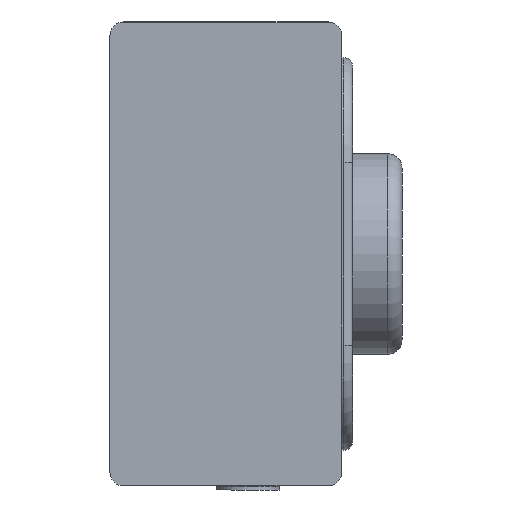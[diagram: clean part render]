
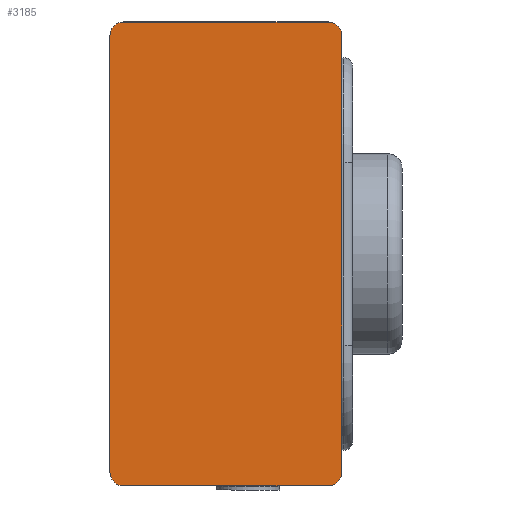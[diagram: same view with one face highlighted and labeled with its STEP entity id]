
A CAD part, left-side view. The second image highlights one B-rep face of the part: STEP entity #3185.
In plain terms, the highlighted face is planar.
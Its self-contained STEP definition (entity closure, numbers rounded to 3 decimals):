
#208=CIRCLE('',#3442,1.5);
#210=CIRCLE('',#3446,1.5);
#212=CIRCLE('',#3450,1.5);
#214=CIRCLE('',#3454,1.5);
#435=FACE_OUTER_BOUND('',#645,.T.);
#645=EDGE_LOOP('',(#2720,#2721,#2722,#2723,#2724,#2725,#2726,#2727));
#941=LINE('',#5168,#1253);
#945=LINE('',#5180,#1257);
#949=LINE('',#5192,#1261);
#953=LINE('',#5202,#1265);
#1253=VECTOR('',#4208,10.);
#1257=VECTOR('',#4220,10.);
#1261=VECTOR('',#4232,10.);
#1265=VECTOR('',#4244,10.);
#1538=VERTEX_POINT('',#5159);
#1539=VERTEX_POINT('',#5161);
#1541=VERTEX_POINT('',#5167);
#1543=VERTEX_POINT('',#5173);
#1545=VERTEX_POINT('',#5179);
#1547=VERTEX_POINT('',#5185);
#1549=VERTEX_POINT('',#5191);
#1551=VERTEX_POINT('',#5197);
#1939=EDGE_CURVE('',#1539,#1538,#208,.T.);
#1942=EDGE_CURVE('',#1541,#1539,#941,.T.);
#1945=EDGE_CURVE('',#1543,#1541,#210,.T.);
#1948=EDGE_CURVE('',#1545,#1543,#945,.T.);
#1951=EDGE_CURVE('',#1547,#1545,#212,.T.);
#1954=EDGE_CURVE('',#1549,#1547,#949,.T.);
#1957=EDGE_CURVE('',#1551,#1549,#214,.T.);
#1960=EDGE_CURVE('',#1538,#1551,#953,.T.);
#2720=ORIENTED_EDGE('',*,*,#1960,.T.);
#2721=ORIENTED_EDGE('',*,*,#1957,.T.);
#2722=ORIENTED_EDGE('',*,*,#1954,.T.);
#2723=ORIENTED_EDGE('',*,*,#1951,.T.);
#2724=ORIENTED_EDGE('',*,*,#1948,.T.);
#2725=ORIENTED_EDGE('',*,*,#1945,.T.);
#2726=ORIENTED_EDGE('',*,*,#1942,.T.);
#2727=ORIENTED_EDGE('',*,*,#1939,.T.);
#3028=PLANE('',#3456);
#3185=ADVANCED_FACE('',(#435),#3028,.T.);
#3442=AXIS2_PLACEMENT_3D('',#5162,#4202,#4203);
#3446=AXIS2_PLACEMENT_3D('',#5174,#4214,#4215);
#3450=AXIS2_PLACEMENT_3D('',#5186,#4226,#4227);
#3454=AXIS2_PLACEMENT_3D('',#5198,#4238,#4239);
#3456=AXIS2_PLACEMENT_3D('',#5203,#4245,#4246);
#4202=DIRECTION('center_axis',(1.,0.,0.));
#4203=DIRECTION('ref_axis',(0.,1.,0.));
#4208=DIRECTION('',(0.,0.,1.));
#4214=DIRECTION('center_axis',(1.,0.,0.));
#4215=DIRECTION('ref_axis',(0.,0.,-1.));
#4220=DIRECTION('',(0.,1.,0.));
#4226=DIRECTION('center_axis',(1.,0.,0.));
#4227=DIRECTION('ref_axis',(0.,-1.,0.));
#4232=DIRECTION('',(0.,0.,-1.));
#4238=DIRECTION('center_axis',(1.,0.,0.));
#4239=DIRECTION('ref_axis',(0.,0.,1.));
#4244=DIRECTION('',(0.,-1.,0.));
#4245=DIRECTION('center_axis',(1.,0.,0.));
#4246=DIRECTION('ref_axis',(0.,0.,-1.));
#5159=CARTESIAN_POINT('',(357.238,23.9,0.));
#5161=CARTESIAN_POINT('',(357.238,25.4,-1.5));
#5162=CARTESIAN_POINT('Origin',(357.238,23.9,-1.5));
#5167=CARTESIAN_POINT('',(357.238,25.4,-49.3));
#5168=CARTESIAN_POINT('',(357.238,25.4,-49.3));
#5173=CARTESIAN_POINT('',(357.238,23.9,-50.8));
#5174=CARTESIAN_POINT('Origin',(357.238,23.9,-49.3));
#5179=CARTESIAN_POINT('',(357.238,1.5,-50.8));
#5180=CARTESIAN_POINT('',(357.238,1.5,-50.8));
#5185=CARTESIAN_POINT('',(357.238,0.,-49.3));
#5186=CARTESIAN_POINT('Origin',(357.238,1.5,-49.3));
#5191=CARTESIAN_POINT('',(357.238,0.,-1.5));
#5192=CARTESIAN_POINT('',(357.238,0.,-1.5));
#5197=CARTESIAN_POINT('',(357.238,1.5,0.));
#5198=CARTESIAN_POINT('Origin',(357.238,1.5,-1.5));
#5202=CARTESIAN_POINT('',(357.238,23.9,0.));
#5203=CARTESIAN_POINT('Origin',(357.238,12.7,-25.4));
